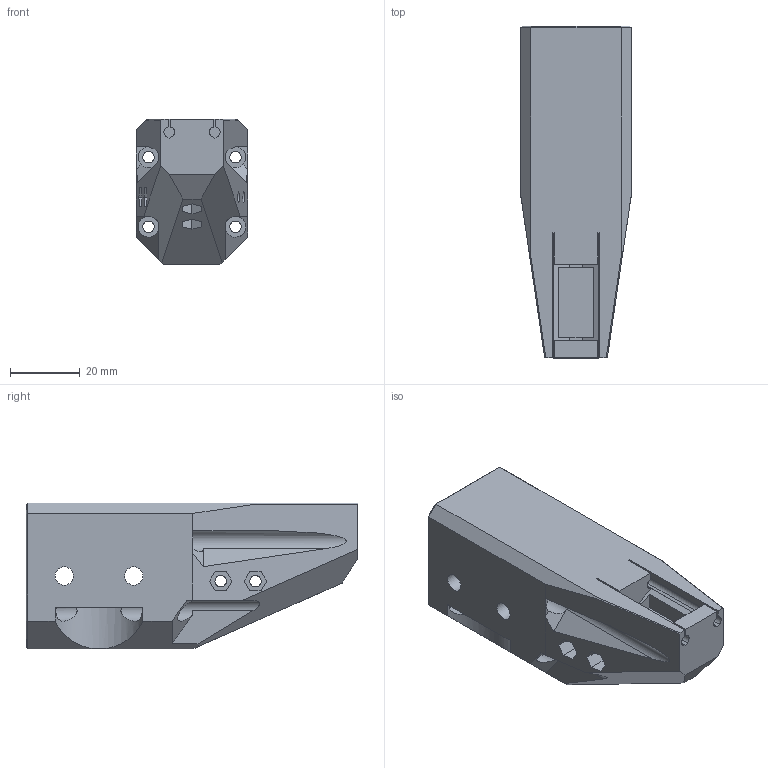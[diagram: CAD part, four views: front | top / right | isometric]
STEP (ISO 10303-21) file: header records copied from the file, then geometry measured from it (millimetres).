
FILE_DESCRIPTION(/* description */ ('STEP AP214'),/* implementation_level */ '2;1');
FILE_NAME(/* name */ '603d0c237ec558168ba95199',/* time_stamp */ '2021-03-01T15:45:40+00:00',/* author */ (''),/* organization */ (''),/* preprocessor_version */ 'ST-DEVELOPER v18.1',/* originating_system */ ' ',/* authorisation */ ' ');
FILE_SCHEMA (('AUTOMOTIVE_DESIGN {1 0 10303 214 3 1 1}'));
Length unit declared in the file: metre
Products named in the file (1): back_arm
Bounding box: 32 x 95.5 x 42 mm (x, y, z)
Volume: 82087.2 mm3; surface area: 19783.5 mm2
Topology: 1 solids, 1 shells, 134 faces, 364 edges, 239 vertices
Faces by surface type: plane 111, cylinder 23
Full cylindrical faces by diameter (mm): 3.3 x8, 5.3 x2, 6 x4, 10 x2
Entity records: 4131 total; most frequent: CARTESIAN_POINT 734, ORIENTED_EDGE 684, DIRECTION 669, EDGE_CURVE 342, LINE 281, VECTOR 281, VERTEX_POINT 233, AXIS2_PLACEMENT_3D 194
